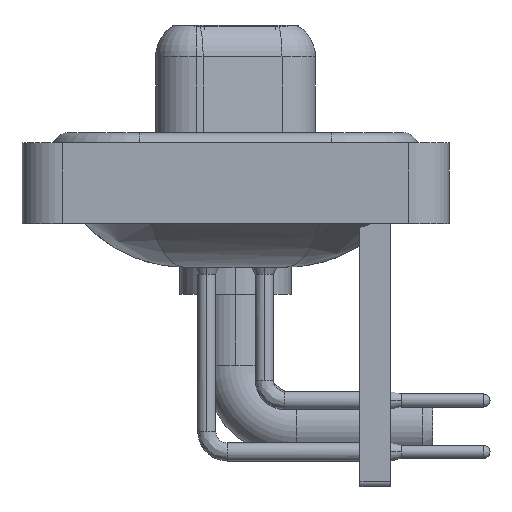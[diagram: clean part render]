
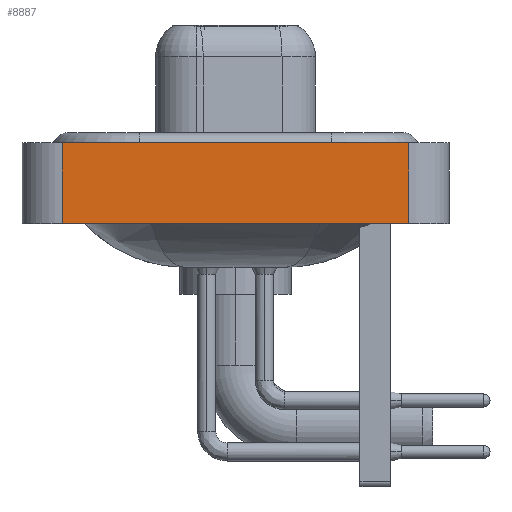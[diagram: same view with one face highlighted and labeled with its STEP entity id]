
A CAD part, left-side view. The second image highlights one B-rep face of the part: STEP entity #8887.
In plain terms, the highlighted planar face has unit normal (-1, 0, 0).
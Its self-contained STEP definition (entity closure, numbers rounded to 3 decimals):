
#123 = DIRECTION ( 'NONE',  ( 0., 0., 1. ) ) ;
#257 = VECTOR ( 'NONE', #123, 1000. ) ;
#1331 = CARTESIAN_POINT ( 'NONE',  ( -7.3, -8.55, -3.6 ) ) ;
#2627 = VERTEX_POINT ( 'NONE', #8855 ) ;
#4877 = FACE_OUTER_BOUND ( 'NONE', #17122, .T. ) ;
#5036 = VERTEX_POINT ( 'NONE', #14696 ) ;
#5329 = VECTOR ( 'NONE', #21161, 1000. ) ;
#6467 = VERTEX_POINT ( 'NONE', #12354 ) ;
#6813 = LINE ( 'NONE', #13974, #5329 ) ;
#6891 = EDGE_CURVE ( 'NONE', #22090, #6467, #6813, .T. ) ;
#7508 = LINE ( 'NONE', #13259, #20129 ) ;
#7530 = CARTESIAN_POINT ( 'NONE',  ( -7.3, 8.55, -3.6 ) ) ;
#8397 = DIRECTION ( 'NONE',  ( 0., 0., 1. ) ) ;
#8530 = ORIENTED_EDGE ( 'NONE', *, *, #13723, .T. ) ;
#8855 = CARTESIAN_POINT ( 'NONE',  ( -7.3, -8.55, -3.6 ) ) ;
#8887 = ADVANCED_FACE ( 'NONE', ( #4877 ), #11794, .T. ) ;
#9843 = LINE ( 'NONE', #17037, #10892 ) ;
#10892 = VECTOR ( 'NONE', #13845, 1000. ) ;
#11794 = PLANE ( 'NONE',  #20311 ) ;
#11938 = ORIENTED_EDGE ( 'NONE', *, *, #6891, .F. ) ;
#12146 = DIRECTION ( 'NONE',  ( -1., 0., 0. ) ) ;
#12354 = CARTESIAN_POINT ( 'NONE',  ( -7.3, -8.55, 0.4 ) ) ;
#13259 = CARTESIAN_POINT ( 'NONE',  ( -7.3, -8.55, -3.6 ) ) ;
#13723 = EDGE_CURVE ( 'NONE', #2627, #6467, #7508, .T. ) ;
#13845 = DIRECTION ( 'NONE',  ( 0., -1., 0. ) ) ;
#13974 = CARTESIAN_POINT ( 'NONE',  ( -7.3, -8.55, 0.4 ) ) ;
#14696 = CARTESIAN_POINT ( 'NONE',  ( -7.3, 8.55, -3.6 ) ) ;
#14722 = LINE ( 'NONE', #7530, #257 ) ;
#15977 = EDGE_CURVE ( 'NONE', #5036, #2627, #9843, .T. ) ;
#17037 = CARTESIAN_POINT ( 'NONE',  ( -7.3, -8.55, -3.6 ) ) ;
#17122 = EDGE_LOOP ( 'NONE', ( #8530, #11938, #20210, #23071 ) ) ;
#19077 = CARTESIAN_POINT ( 'NONE',  ( -7.3, 8.55, 0.4 ) ) ;
#19212 = EDGE_CURVE ( 'NONE', #5036, #22090, #14722, .T. ) ;
#20129 = VECTOR ( 'NONE', #20333, 1000. ) ;
#20210 = ORIENTED_EDGE ( 'NONE', *, *, #19212, .F. ) ;
#20311 = AXIS2_PLACEMENT_3D ( 'NONE', #1331, #12146, #8397 ) ;
#20333 = DIRECTION ( 'NONE',  ( 0., 0., 1. ) ) ;
#21161 = DIRECTION ( 'NONE',  ( 0., -1., 0. ) ) ;
#22090 = VERTEX_POINT ( 'NONE', #19077 ) ;
#23071 = ORIENTED_EDGE ( 'NONE', *, *, #15977, .T. ) ;
